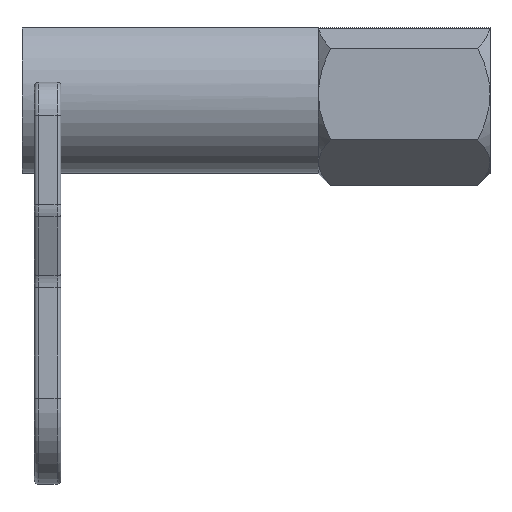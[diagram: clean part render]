
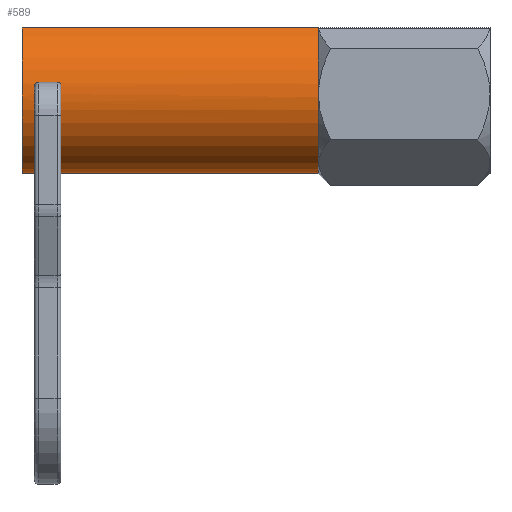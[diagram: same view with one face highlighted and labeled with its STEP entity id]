
A CAD part, left-side view. The second image highlights one B-rep face of the part: STEP entity #589.
In plain terms, the highlighted cylindrical face has radius 10.176 mm (diameter 20.351 mm), a partial arc.
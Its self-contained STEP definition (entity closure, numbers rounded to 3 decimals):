
#589 = ADVANCED_FACE ( 'NONE', ( #1923, #1917 ), #1915, .T. ) ;
#591 = ORIENTED_EDGE ( 'NONE', *, *, #629, .T. ) ;
#606 = EDGE_CURVE ( 'NONE', #694, #695, #1938, .T. ) ;
#612 = EDGE_LOOP ( 'NONE', ( #591, #623, #622, #626, #617, #631 ) ) ;
#616 = VERTEX_POINT ( 'NONE', #1971 ) ;
#617 = ORIENTED_EDGE ( 'NONE', *, *, #618, .T. ) ;
#618 = EDGE_CURVE ( 'NONE', #616, #619, #1970, .T. ) ;
#619 = VERTEX_POINT ( 'NONE', #1969 ) ;
#620 = VERTEX_POINT ( 'NONE', #1968 ) ;
#621 = VERTEX_POINT ( 'NONE', #1967 ) ;
#622 = ORIENTED_EDGE ( 'NONE', *, *, #625, .T. ) ;
#623 = ORIENTED_EDGE ( 'NONE', *, *, #624, .F. ) ;
#624 = EDGE_CURVE ( 'NONE', #620, #627, #1960, .T. ) ;
#625 = EDGE_CURVE ( 'NONE', #620, #621, #2015, .T. ) ;
#626 = ORIENTED_EDGE ( 'NONE', *, *, #702, .T. ) ;
#627 = VERTEX_POINT ( 'NONE', #2014 ) ;
#628 = VERTEX_POINT ( 'NONE', #2013 ) ;
#629 = EDGE_CURVE ( 'NONE', #628, #627, #2006, .T. ) ;
#630 = VERTEX_POINT ( 'NONE', #2002 ) ;
#631 = ORIENTED_EDGE ( 'NONE', *, *, #699, .T. ) ;
#690 = ORIENTED_EDGE ( 'NONE', *, *, #691, .T. ) ;
#691 = EDGE_CURVE ( 'NONE', #695, #697, #2127, .T. ) ;
#692 = EDGE_CURVE ( 'NONE', #630, #694, #2123, .T. ) ;
#693 = ORIENTED_EDGE ( 'NONE', *, *, #606, .T. ) ;
#694 = VERTEX_POINT ( 'NONE', #2119 ) ;
#695 = VERTEX_POINT ( 'NONE', #2118 ) ;
#696 = ORIENTED_EDGE ( 'NONE', *, *, #692, .T. ) ;
#697 = VERTEX_POINT ( 'NONE', #2117 ) ;
#698 = EDGE_LOOP ( 'NONE', ( #700, #696, #693, #690 ) ) ;
#699 = EDGE_CURVE ( 'NONE', #619, #628, #2115, .T. ) ;
#700 = ORIENTED_EDGE ( 'NONE', *, *, #701, .F. ) ;
#701 = EDGE_CURVE ( 'NONE', #630, #697, #2116, .T. ) ;
#702 = EDGE_CURVE ( 'NONE', #621, #616, #2168, .T. ) ;
#1912 = DIRECTION ( 'NONE',  ( 0., 0., -1. ) ) ;
#1913 = DIRECTION ( 'NONE',  ( 0., -1., 0. ) ) ;
#1914 = AXIS2_PLACEMENT_3D ( 'NONE', #1916, #1913, #1912 ) ;
#1915 = CYLINDRICAL_SURFACE ( 'NONE', #1914, 10.176 ) ;
#1916 = CARTESIAN_POINT ( 'NONE',  ( 0., 60., 0. ) ) ;
#1917 = FACE_OUTER_BOUND ( 'NONE', #698, .T. ) ;
#1923 = FACE_BOUND ( 'NONE', #612, .T. ) ;
#1934 = DIRECTION ( 'NONE',  ( 0., 0., 1. ) ) ;
#1935 = DIRECTION ( 'NONE',  ( 0., 1., 0. ) ) ;
#1936 = CARTESIAN_POINT ( 'NONE',  ( 0., 22., 0. ) ) ;
#1937 = AXIS2_PLACEMENT_3D ( 'NONE', #1936, #1935, #1934 ) ;
#1938 = CIRCLE ( 'NONE', #1937, 10.176 ) ;
#1957 = DIRECTION ( 'NONE',  ( 0., -1., 0. ) ) ;
#1958 = CARTESIAN_POINT ( 'NONE',  ( 0., 58.4, 0. ) ) ;
#1959 = AXIS2_PLACEMENT_3D ( 'NONE', #1958, #1957, #2016 ) ;
#1960 = CIRCLE ( 'NONE', #1959, 10.176 ) ;
#1961 = CARTESIAN_POINT ( 'NONE',  ( -10.126, 55., 1.003 ) ) ;
#1962 = CARTESIAN_POINT ( 'NONE',  ( -10.113, 55., 1.134 ) ) ;
#1963 = CARTESIAN_POINT ( 'NONE',  ( -10.097, 55.054, 1.263 ) ) ;
#1964 = CARTESIAN_POINT ( 'NONE',  ( -10.073, 55.239, 1.446 ) ) ;
#1965 = CARTESIAN_POINT ( 'NONE',  ( -10.065, 55.368, 1.5 ) ) ;
#1966 = CARTESIAN_POINT ( 'NONE',  ( -10.065, 55.5, 1.5 ) ) ;
#1967 = CARTESIAN_POINT ( 'NONE',  ( -10.065, 57.9, 1.5 ) ) ;
#1968 = CARTESIAN_POINT ( 'NONE',  ( -10.126, 58.4, 1.003 ) ) ;
#1969 = CARTESIAN_POINT ( 'NONE',  ( -10.126, 55., 1.003 ) ) ;
#1970 = B_SPLINE_CURVE_WITH_KNOTS ( 'NONE', 3,
 ( #1966, #1965, #1964, #1963, #1962, #1961 ),
 .UNSPECIFIED., .F., .F.,
 ( 4, 2, 4 ),
 ( 0., 0., 0.001 ),
 .UNSPECIFIED. ) ;
#1971 = CARTESIAN_POINT ( 'NONE',  ( -10.065, 55.5, 1.5 ) ) ;
#2002 = CARTESIAN_POINT ( 'NONE',  ( 0., 60., -10.176 ) ) ;
#2003 = DIRECTION ( 'NONE',  ( 0., 1., 0. ) ) ;
#2004 = VECTOR ( 'NONE', #2003, 1000. ) ;
#2005 = CARTESIAN_POINT ( 'NONE',  ( -9.977, -0.001, -2. ) ) ;
#2006 = LINE ( 'NONE', #2005, #2004 ) ;
#2007 = CARTESIAN_POINT ( 'NONE',  ( -10.065, 57.9, 1.5 ) ) ;
#2008 = CARTESIAN_POINT ( 'NONE',  ( -10.065, 58.032, 1.5 ) ) ;
#2009 = CARTESIAN_POINT ( 'NONE',  ( -10.073, 58.162, 1.446 ) ) ;
#2010 = CARTESIAN_POINT ( 'NONE',  ( -10.098, 58.346, 1.262 ) ) ;
#2011 = CARTESIAN_POINT ( 'NONE',  ( -10.113, 58.4, 1.134 ) ) ;
#2012 = CARTESIAN_POINT ( 'NONE',  ( -10.126, 58.4, 1.003 ) ) ;
#2013 = CARTESIAN_POINT ( 'NONE',  ( -9.977, 55., -2. ) ) ;
#2014 = CARTESIAN_POINT ( 'NONE',  ( -9.977, 58.4, -2. ) ) ;
#2015 = B_SPLINE_CURVE_WITH_KNOTS ( 'NONE', 3,
 ( #2012, #2011, #2010, #2009, #2008, #2007 ),
 .UNSPECIFIED., .F., .F.,
 ( 4, 2, 4 ),
 ( 0., 0., 0.001 ),
 .UNSPECIFIED. ) ;
#2016 = DIRECTION ( 'NONE',  ( 0., 0., 1. ) ) ;
#2111 = DIRECTION ( 'NONE',  ( 0., 0., 1. ) ) ;
#2112 = DIRECTION ( 'NONE',  ( 0., -1., 0. ) ) ;
#2113 = CARTESIAN_POINT ( 'NONE',  ( 0., 55., 0. ) ) ;
#2114 = AXIS2_PLACEMENT_3D ( 'NONE', #2113, #2112, #2111 ) ;
#2115 = CIRCLE ( 'NONE', #2114, 10.176 ) ;
#2116 = CIRCLE ( 'NONE', #2172, 10.176 ) ;
#2117 = CARTESIAN_POINT ( 'NONE',  ( -5.621, 60., 8.482 ) ) ;
#2118 = CARTESIAN_POINT ( 'NONE',  ( -5.621, 22., 8.482 ) ) ;
#2119 = CARTESIAN_POINT ( 'NONE',  ( 0., 22., -10.176 ) ) ;
#2120 = DIRECTION ( 'NONE',  ( 0., -1., 0. ) ) ;
#2121 = VECTOR ( 'NONE', #2120, 1000. ) ;
#2122 = CARTESIAN_POINT ( 'NONE',  ( 0., 60., -10.176 ) ) ;
#2123 = LINE ( 'NONE', #2122, #2121 ) ;
#2124 = DIRECTION ( 'NONE',  ( 0., 1., 0. ) ) ;
#2125 = VECTOR ( 'NONE', #2124, 1000. ) ;
#2126 = CARTESIAN_POINT ( 'NONE',  ( -5.621, 22., 8.482 ) ) ;
#2127 = LINE ( 'NONE', #2126, #2125 ) ;
#2165 = DIRECTION ( 'NONE',  ( 0., -1., 0. ) ) ;
#2166 = VECTOR ( 'NONE', #2165, 1000. ) ;
#2167 = CARTESIAN_POINT ( 'NONE',  ( -10.065, 58.4, 1.5 ) ) ;
#2168 = LINE ( 'NONE', #2167, #2166 ) ;
#2169 = DIRECTION ( 'NONE',  ( 0., 0., 1. ) ) ;
#2170 = DIRECTION ( 'NONE',  ( 0., 1., 0. ) ) ;
#2171 = CARTESIAN_POINT ( 'NONE',  ( 0., 60., 0. ) ) ;
#2172 = AXIS2_PLACEMENT_3D ( 'NONE', #2171, #2170, #2169 ) ;
